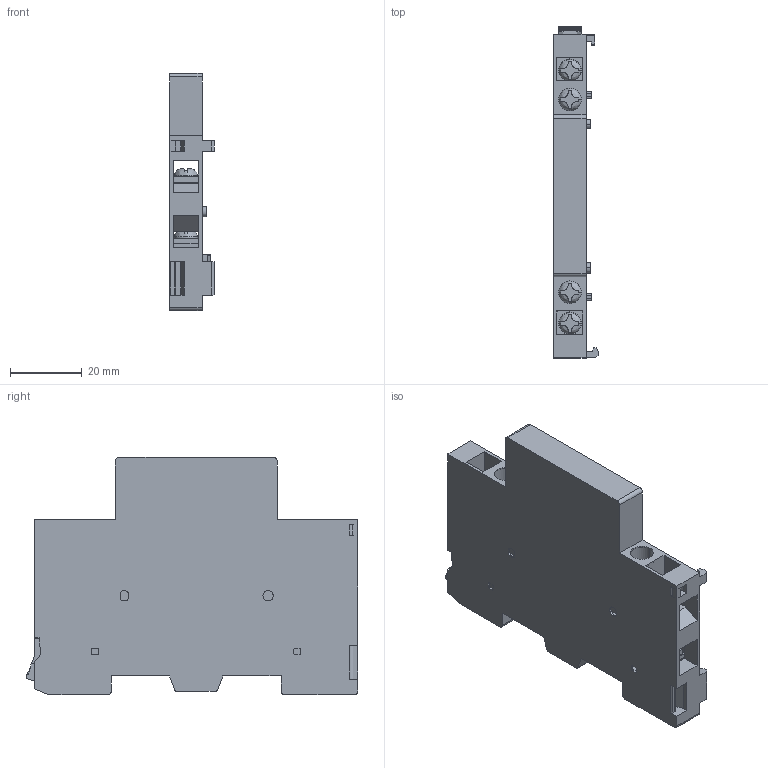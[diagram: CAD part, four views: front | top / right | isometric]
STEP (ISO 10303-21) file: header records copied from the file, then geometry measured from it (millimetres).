
FILE_DESCRIPTION (( 'STEP AP214' ), '1' );
FILE_NAME ('BZ0WKUAA.step', '2019-06-24T15:33:17', ( '' ), ( '' ), 'SwSTEP 2.0', 'SolidWorks 2018', '' );
FILE_SCHEMA (( 'AUTOMOTIVE_DESIGN' ));
Length unit declared in the file: inch
Products named in the file (1): BZ0WKUAA
Bounding box: 12.41 x 92.33 x 66 mm (x, y, z)
Volume: 10563.5 mm3; surface area: 29969.9 mm2
Topology: 8 solids, 8 shells, 405 faces, 1125 edges, 747 vertices
Faces by surface type: plane 273, cylinder 116, bspline 8, cone 8
Entity records: 18710 total; most frequent: CARTESIAN_POINT 2777, ORIENTED_EDGE 2250, DIRECTION 2088, EDGE_CURVE 1125, LINE 812, VECTOR 812, VERTEX_POINT 747, AXIS2_PLACEMENT_3D 638
